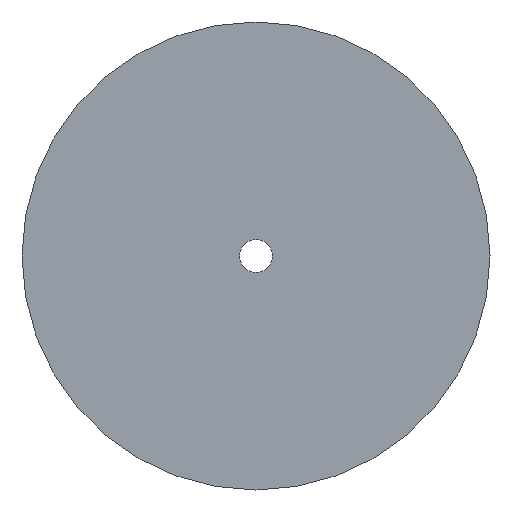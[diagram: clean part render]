
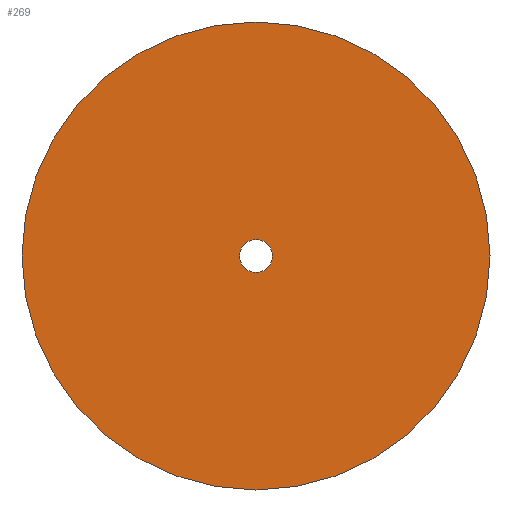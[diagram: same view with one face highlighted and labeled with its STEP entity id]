
A CAD part, left-side view. The second image highlights one B-rep face of the part: STEP entity #269.
In plain terms, the highlighted planar face has unit normal (-1, 0, 0).
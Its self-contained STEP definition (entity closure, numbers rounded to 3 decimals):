
#2 = VERTEX_POINT ( 'NONE', #382 ) ;
#5 = CARTESIAN_POINT ( 'NONE',  ( 1.211, 0., 0. ) ) ;
#7 = DIRECTION ( 'NONE',  ( 0., 0., -1. ) ) ;
#11 = AXIS2_PLACEMENT_3D ( 'NONE', #5, #464, #342 ) ;
#15 = AXIS2_PLACEMENT_3D ( 'NONE', #293, #222, #32 ) ;
#20 = VERTEX_POINT ( 'NONE', #171 ) ;
#32 = DIRECTION ( 'NONE',  ( 0., 0., -1. ) ) ;
#36 = ORIENTED_EDGE ( 'NONE', *, *, #70, .F. ) ;
#42 = AXIS2_PLACEMENT_3D ( 'NONE', #172, #285, #477 ) ;
#45 = EDGE_CURVE ( 'NONE', #354, #20, #441, .T. ) ;
#47 = CARTESIAN_POINT ( 'NONE',  ( 1.211, 0., 27. ) ) ;
#59 = VERTEX_POINT ( 'NONE', #47 ) ;
#68 = CIRCLE ( 'NONE', #155, 1.905 ) ;
#69 = PLANE ( 'NONE',  #15 ) ;
#70 = EDGE_CURVE ( 'NONE', #59, #2, #289, .T. ) ;
#146 = ORIENTED_EDGE ( 'NONE', *, *, #45, .T. ) ;
#155 = AXIS2_PLACEMENT_3D ( 'NONE', #282, #466, #473 ) ;
#171 = CARTESIAN_POINT ( 'NONE',  ( 1.211, 0., -1.905 ) ) ;
#172 = CARTESIAN_POINT ( 'NONE',  ( 1.211, 0., 0. ) ) ;
#212 = AXIS2_PLACEMENT_3D ( 'NONE', #240, #389, #7 ) ;
#213 = EDGE_LOOP ( 'NONE', ( #36, #281 ) ) ;
#222 = DIRECTION ( 'NONE',  ( 1., 0., 0. ) ) ;
#240 = CARTESIAN_POINT ( 'NONE',  ( 1.211, 0., 0. ) ) ;
#260 = FACE_OUTER_BOUND ( 'NONE', #213, .T. ) ;
#269 = ADVANCED_FACE ( 'NONE', ( #449, #260 ), #69, .F. ) ;
#278 = CIRCLE ( 'NONE', #42, 27. ) ;
#281 = ORIENTED_EDGE ( 'NONE', *, *, #421, .F. ) ;
#282 = CARTESIAN_POINT ( 'NONE',  ( 1.211, 0., 0. ) ) ;
#285 = DIRECTION ( 'NONE',  ( 1., 0., 0. ) ) ;
#289 = CIRCLE ( 'NONE', #212, 27. ) ;
#293 = CARTESIAN_POINT ( 'NONE',  ( 1.211, 0., 0. ) ) ;
#299 = EDGE_LOOP ( 'NONE', ( #476, #146 ) ) ;
#327 = EDGE_CURVE ( 'NONE', #20, #354, #68, .T. ) ;
#342 = DIRECTION ( 'NONE',  ( 0., 0., -1. ) ) ;
#354 = VERTEX_POINT ( 'NONE', #432 ) ;
#382 = CARTESIAN_POINT ( 'NONE',  ( 1.211, 0., -27. ) ) ;
#389 = DIRECTION ( 'NONE',  ( 1., 0., 0. ) ) ;
#421 = EDGE_CURVE ( 'NONE', #2, #59, #278, .T. ) ;
#432 = CARTESIAN_POINT ( 'NONE',  ( 1.211, 0., 1.905 ) ) ;
#441 = CIRCLE ( 'NONE', #11, 1.905 ) ;
#449 = FACE_BOUND ( 'NONE', #299, .T. ) ;
#464 = DIRECTION ( 'NONE',  ( 1., 0., 0. ) ) ;
#466 = DIRECTION ( 'NONE',  ( 1., 0., 0. ) ) ;
#473 = DIRECTION ( 'NONE',  ( 0., 0., -1. ) ) ;
#476 = ORIENTED_EDGE ( 'NONE', *, *, #327, .T. ) ;
#477 = DIRECTION ( 'NONE',  ( 0., 0., -1. ) ) ;
